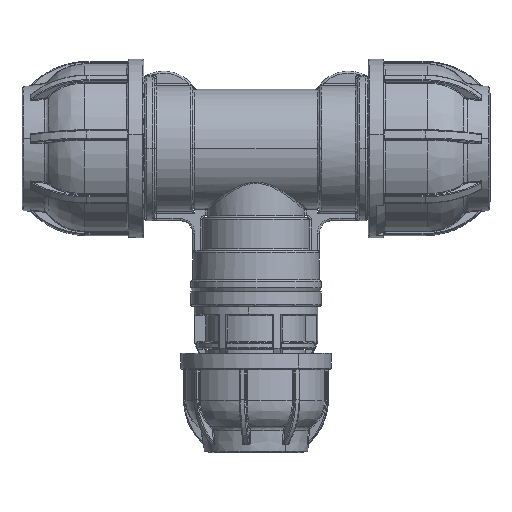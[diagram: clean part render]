
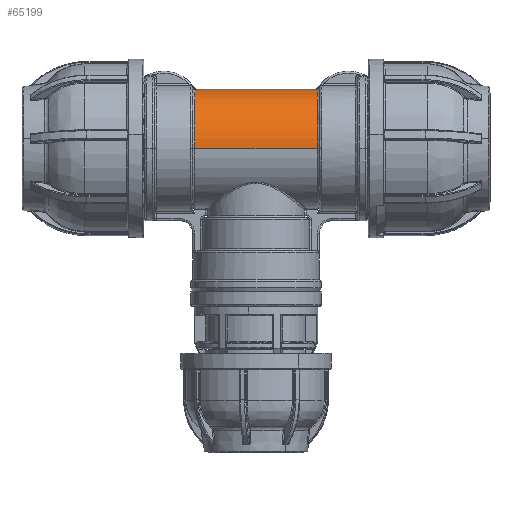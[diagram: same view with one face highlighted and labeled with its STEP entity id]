
A CAD part, top view. The second image highlights one B-rep face of the part: STEP entity #65199.
In plain terms, the highlighted cylindrical face has radius 28.75 mm (diameter 57.5 mm), a partial arc.
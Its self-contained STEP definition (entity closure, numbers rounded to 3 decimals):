
#96 = CARTESIAN_POINT ( 'NONE',  ( -94.255, 0., -28.75 ) ) ;
#250 = DIRECTION ( 'NONE',  ( 1., 0., 0. ) ) ;
#1324 = DIRECTION ( 'NONE',  ( 1., 0., 0. ) ) ;
#2296 = CARTESIAN_POINT ( 'NONE',  ( -124.005, 28.618, -2.754 ) ) ;
#2548 = ORIENTED_EDGE ( 'NONE', *, *, #24761, .T. ) ;
#3089 = CARTESIAN_POINT ( 'NONE',  ( -123.062, 28.794, 0.924 ) ) ;
#3386 = CARTESIAN_POINT ( 'NONE',  ( -122.948, 28.618, 2.754 ) ) ;
#3409 = VERTEX_POINT ( 'NONE', #82189 ) ;
#3441 = CARTESIAN_POINT ( 'NONE',  ( -65.448, 28.794, -0.924 ) ) ;
#4223 = CARTESIAN_POINT ( 'NONE',  ( -122.948, 28.618, 2.754 ) ) ;
#4358 = CARTESIAN_POINT ( 'NONE',  ( -124.005, 0., 28.75 ) ) ;
#5553 = CARTESIAN_POINT ( 'NONE',  ( -124.005, 0., 0. ) ) ;
#5805 = VERTEX_POINT ( 'NONE', #4223 ) ;
#6100 = EDGE_LOOP ( 'NONE', ( #50390, #11837, #20179, #22214, #39571, #69234, #53816, #66475, #53812, #33940, #83968, #2548 ) ) ;
#6106 = VERTEX_POINT ( 'NONE', #56508 ) ;
#6386 = DIRECTION ( 'NONE',  ( -1., 0., 0. ) ) ;
#7073 = DIRECTION ( 'NONE',  ( 0., 0., -1. ) ) ;
#7951 = AXIS2_PLACEMENT_3D ( 'NONE', #82361, #45909, #39741 ) ;
#8411 = EDGE_CURVE ( 'NONE', #25782, #3409, #32364, .T. ) ;
#8889 = DIRECTION ( 'NONE',  ( -1., 0., 0. ) ) ;
#10627 = CARTESIAN_POINT ( 'NONE',  ( -64.505, 0., 28.75 ) ) ;
#11773 = DIRECTION ( 'NONE',  ( 0., 0., -1. ) ) ;
#11837 = ORIENTED_EDGE ( 'NONE', *, *, #54385, .T. ) ;
#11987 = LINE ( 'NONE', #48562, #79791 ) ;
#13768 = VERTEX_POINT ( 'NONE', #28371 ) ;
#15984 = VECTOR ( 'NONE', #88358, 1000. ) ;
#16491 = CIRCLE ( 'NONE', #91129, 28.75 ) ;
#18214 = EDGE_CURVE ( 'NONE', #49300, #25782, #36783, .T. ) ;
#20179 = ORIENTED_EDGE ( 'NONE', *, *, #42238, .T. ) ;
#22214 = ORIENTED_EDGE ( 'NONE', *, *, #84121, .T. ) ;
#22815 = CARTESIAN_POINT ( 'NONE',  ( -94.255, 28.618, 2.754 ) ) ;
#24227 = CARTESIAN_POINT ( 'NONE',  ( -65.562, 28.618, -2.754 ) ) ;
#24761 = EDGE_CURVE ( 'NONE', #5805, #62511, #65022, .T. ) ;
#25521 = LINE ( 'NONE', #44392, #68857 ) ;
#25782 = VERTEX_POINT ( 'NONE', #67787 ) ;
#26200 = DIRECTION ( 'NONE',  ( -1., 0., 0. ) ) ;
#27736 = EDGE_CURVE ( 'NONE', #50191, #88220, #33840, .T. ) ;
#28371 = CARTESIAN_POINT ( 'NONE',  ( -65.562, 28.618, 2.754 ) ) ;
#31344 = CARTESIAN_POINT ( 'NONE',  ( -65.448, 28.794, 0.924 ) ) ;
#32364 = CIRCLE ( 'NONE', #34559, 28.75 ) ;
#32864 = DIRECTION ( 'NONE',  ( 1., 0., 0. ) ) ;
#33840 = LINE ( 'NONE', #88980, #15984 ) ;
#33940 = ORIENTED_EDGE ( 'NONE', *, *, #27736, .T. ) ;
#34559 = AXIS2_PLACEMENT_3D ( 'NONE', #76257, #26200, #46666 ) ;
#34582 = VECTOR ( 'NONE', #38425, 1000. ) ;
#36256 = EDGE_CURVE ( 'NONE', #62511, #57004, #62582, .T. ) ;
#36376 = VERTEX_POINT ( 'NONE', #10627 ) ;
#36783 = LINE ( 'NONE', #81044, #34582 ) ;
#37240 = CARTESIAN_POINT ( 'NONE',  ( -65.562, 28.618, 2.754 ) ) ;
#37916 = AXIS2_PLACEMENT_3D ( 'NONE', #49537, #250, #7073 ) ;
#38422 = CARTESIAN_POINT ( 'NONE',  ( -122.948, 28.618, -2.754 ) ) ;
#38425 = DIRECTION ( 'NONE',  ( 1., 0., 0. ) ) ;
#39571 = ORIENTED_EDGE ( 'NONE', *, *, #50640, .T. ) ;
#39635 = AXIS2_PLACEMENT_3D ( 'NONE', #43767, #1324, #72399 ) ;
#39741 = DIRECTION ( 'NONE',  ( 0., 0., -1. ) ) ;
#42085 = EDGE_CURVE ( 'NONE', #6106, #3409, #73382, .T. ) ;
#42238 = EDGE_CURVE ( 'NONE', #36376, #79045, #53274, .T. ) ;
#43767 = CARTESIAN_POINT ( 'NONE',  ( -124.005, 0., 0. ) ) ;
#44392 = CARTESIAN_POINT ( 'NONE',  ( -94.255, 0., 28.75 ) ) ;
#45909 = DIRECTION ( 'NONE',  ( -1., 0., 0. ) ) ;
#46666 = DIRECTION ( 'NONE',  ( 0., 0., -1. ) ) ;
#47083 = B_SPLINE_CURVE_WITH_KNOTS ( 'NONE', 3,
 ( #38422, #88236, #3089, #3386 ),
 .UNSPECIFIED., .F., .F.,
 ( 4, 4 ),
 ( 0., 1. ),
 .UNSPECIFIED. ) ;
#48562 = CARTESIAN_POINT ( 'NONE',  ( -94.255, 28.618, 2.754 ) ) ;
#49300 = VERTEX_POINT ( 'NONE', #70566 ) ;
#49537 = CARTESIAN_POINT ( 'NONE',  ( -94.255, 0., 0. ) ) ;
#50191 = VERTEX_POINT ( 'NONE', #2296 ) ;
#50275 = DIRECTION ( 'NONE',  ( 1., 0., 0. ) ) ;
#50390 = ORIENTED_EDGE ( 'NONE', *, *, #36256, .T. ) ;
#50640 = EDGE_CURVE ( 'NONE', #13768, #49300, #66358, .T. ) ;
#51115 = FACE_OUTER_BOUND ( 'NONE', #6100, .T. ) ;
#53274 = CIRCLE ( 'NONE', #7951, 28.75 ) ;
#53812 = ORIENTED_EDGE ( 'NONE', *, *, #67317, .T. ) ;
#53816 = ORIENTED_EDGE ( 'NONE', *, *, #8411, .T. ) ;
#54385 = EDGE_CURVE ( 'NONE', #57004, #36376, #25521, .T. ) ;
#54441 = VECTOR ( 'NONE', #50275, 1000. ) ;
#56508 = CARTESIAN_POINT ( 'NONE',  ( -124.005, 0., -28.75 ) ) ;
#57004 = VERTEX_POINT ( 'NONE', #4358 ) ;
#62511 = VERTEX_POINT ( 'NONE', #78751 ) ;
#62582 = CIRCLE ( 'NONE', #39635, 28.75 ) ;
#62805 = VECTOR ( 'NONE', #8889, 1000. ) ;
#65022 = LINE ( 'NONE', #22815, #62805 ) ;
#65199 = ADVANCED_FACE ( 'NONE', ( #51115 ), #86784, .T. ) ;
#66358 = B_SPLINE_CURVE_WITH_KNOTS ( 'NONE', 3,
 ( #37240, #31344, #3441, #24227 ),
 .UNSPECIFIED., .F., .F.,
 ( 4, 4 ),
 ( 0., 1. ),
 .UNSPECIFIED. ) ;
#66475 = ORIENTED_EDGE ( 'NONE', *, *, #42085, .F. ) ;
#67317 = EDGE_CURVE ( 'NONE', #6106, #50191, #16491, .T. ) ;
#67787 = CARTESIAN_POINT ( 'NONE',  ( -64.505, 28.618, -2.754 ) ) ;
#68857 = VECTOR ( 'NONE', #71781, 1000. ) ;
#69234 = ORIENTED_EDGE ( 'NONE', *, *, #18214, .T. ) ;
#70566 = CARTESIAN_POINT ( 'NONE',  ( -65.562, 28.618, -2.754 ) ) ;
#71781 = DIRECTION ( 'NONE',  ( 1., 0., 0. ) ) ;
#72399 = DIRECTION ( 'NONE',  ( 0., 0., -1. ) ) ;
#73382 = LINE ( 'NONE', #96, #54441 ) ;
#73578 = CARTESIAN_POINT ( 'NONE',  ( -64.505, 28.618, 2.754 ) ) ;
#76257 = CARTESIAN_POINT ( 'NONE',  ( -64.505, 0., 0. ) ) ;
#78751 = CARTESIAN_POINT ( 'NONE',  ( -124.005, 28.618, 2.754 ) ) ;
#79045 = VERTEX_POINT ( 'NONE', #73578 ) ;
#79314 = CARTESIAN_POINT ( 'NONE',  ( -122.948, 28.618, -2.754 ) ) ;
#79791 = VECTOR ( 'NONE', #6386, 1000. ) ;
#81044 = CARTESIAN_POINT ( 'NONE',  ( -94.255, 28.618, -2.754 ) ) ;
#81681 = EDGE_CURVE ( 'NONE', #88220, #5805, #47083, .T. ) ;
#82189 = CARTESIAN_POINT ( 'NONE',  ( -64.505, 0., -28.75 ) ) ;
#82361 = CARTESIAN_POINT ( 'NONE',  ( -64.505, 0., 0. ) ) ;
#83968 = ORIENTED_EDGE ( 'NONE', *, *, #81681, .T. ) ;
#84121 = EDGE_CURVE ( 'NONE', #79045, #13768, #11987, .T. ) ;
#86784 = CYLINDRICAL_SURFACE ( 'NONE', #37916, 28.75 ) ;
#88220 = VERTEX_POINT ( 'NONE', #79314 ) ;
#88236 = CARTESIAN_POINT ( 'NONE',  ( -123.062, 28.794, -0.924 ) ) ;
#88358 = DIRECTION ( 'NONE',  ( 1., 0., 0. ) ) ;
#88980 = CARTESIAN_POINT ( 'NONE',  ( -94.255, 28.618, -2.754 ) ) ;
#91129 = AXIS2_PLACEMENT_3D ( 'NONE', #5553, #32864, #11773 ) ;
